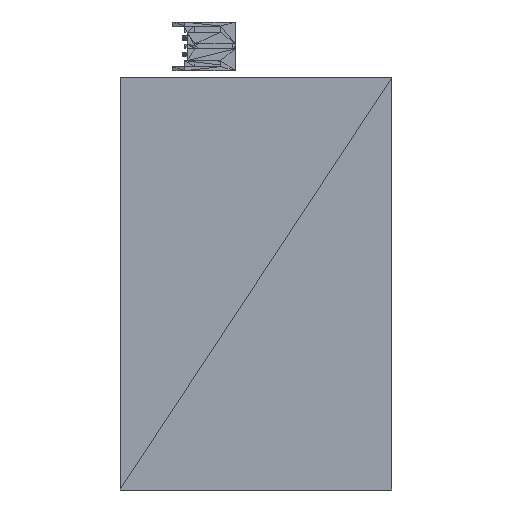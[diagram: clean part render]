
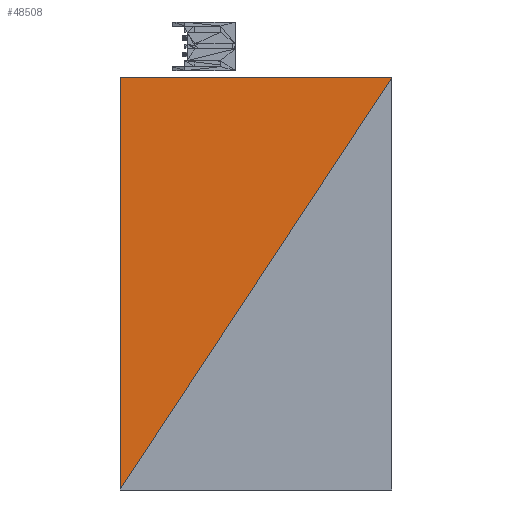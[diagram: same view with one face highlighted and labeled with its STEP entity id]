
A CAD part, front view. The second image highlights one B-rep face of the part: STEP entity #48508.
In plain terms, the highlighted planar face has unit normal (0, -1, 0).
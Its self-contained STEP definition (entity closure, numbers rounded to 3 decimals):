
#48444 = VERTEX_POINT('',#48445);
#48445 = CARTESIAN_POINT('',(16.75,-5.9,-7.311));
#48489 = EDGE_CURVE('',#48444,#48490,#48492,.T.);
#48490 = VERTEX_POINT('',#48491);
#48491 = CARTESIAN_POINT('',(-16.75,-5.9,-58.111));
#48492 = LINE('',#48493,#48494);
#48493 = CARTESIAN_POINT('',(16.75,-5.9,-7.311));
#48494 = VECTOR('',#48495,1.);
#48495 = DIRECTION('',(-0.551,0.,-0.835
    ));
#48508 = ADVANCED_FACE('',(#48509),#48526,.T.);
#48509 = FACE_BOUND('',#48510,.T.);
#48510 = EDGE_LOOP('',(#48511,#48519,#48520));
#48511 = ORIENTED_EDGE('',*,*,#48512,.T.);
#48512 = EDGE_CURVE('',#48513,#48490,#48515,.T.);
#48513 = VERTEX_POINT('',#48514);
#48514 = CARTESIAN_POINT('',(-16.75,-5.9,-7.311));
#48515 = LINE('',#48516,#48517);
#48516 = CARTESIAN_POINT('',(-16.75,-5.9,-7.311));
#48517 = VECTOR('',#48518,1.);
#48518 = DIRECTION('',(0.,0.,-1.));
#48519 = ORIENTED_EDGE('',*,*,#48489,.F.);
#48520 = ORIENTED_EDGE('',*,*,#48521,.T.);
#48521 = EDGE_CURVE('',#48444,#48513,#48522,.T.);
#48522 = LINE('',#48523,#48524);
#48523 = CARTESIAN_POINT('',(16.75,-5.9,-7.311));
#48524 = VECTOR('',#48525,1.);
#48525 = DIRECTION('',(-1.,0.,0.));
#48526 = PLANE('',#48527);
#48527 = AXIS2_PLACEMENT_3D('',#48528,#48529,#48530);
#48528 = CARTESIAN_POINT('',(-5.862,-5.9,
    -26.849));
#48529 = DIRECTION('',(0.,-1.,0.));
#48530 = DIRECTION('',(0.,0.,-1.));
